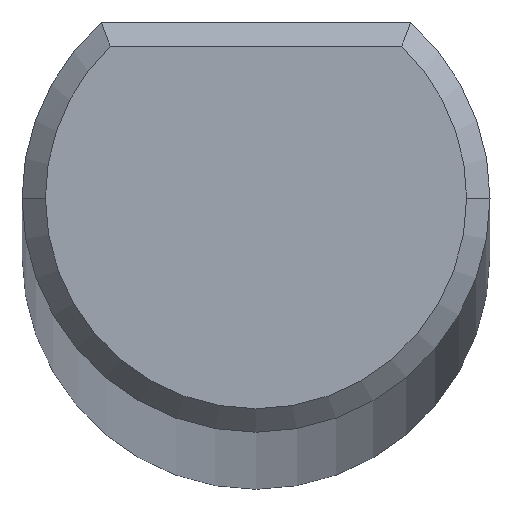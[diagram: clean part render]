
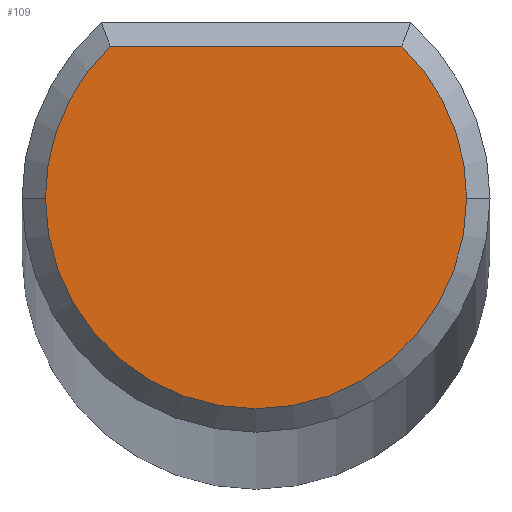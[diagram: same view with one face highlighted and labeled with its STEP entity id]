
A CAD part, top view. The second image highlights one B-rep face of the part: STEP entity #109.
In plain terms, the highlighted planar face has unit normal (0, 0, 1).
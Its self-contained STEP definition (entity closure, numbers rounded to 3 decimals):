
#2 = AXIS2_PLACEMENT_3D ( 'NONE', #405, #135, #289 ) ;
#16 = ORIENTED_EDGE ( 'NONE', *, *, #95, .F. ) ;
#29 = VERTEX_POINT ( 'NONE', #194 ) ;
#31 = PLANE ( 'NONE',  #341 ) ;
#32 = LINE ( 'NONE', #160, #128 ) ;
#34 = CARTESIAN_POINT ( 'NONE',  ( 0., 0., 280. ) ) ;
#40 = CIRCLE ( 'NONE', #134, 1.8 ) ;
#51 = DIRECTION ( 'NONE',  ( -1., 0., 0. ) ) ;
#72 = VERTEX_POINT ( 'NONE', #219 ) ;
#83 = VERTEX_POINT ( 'NONE', #251 ) ;
#86 = ORIENTED_EDGE ( 'NONE', *, *, #354, .F. ) ;
#93 = EDGE_CURVE ( 'NONE', #29, #72, #32, .T. ) ;
#94 = DIRECTION ( 'NONE',  ( 1., 0., 0. ) ) ;
#95 = EDGE_CURVE ( 'NONE', #83, #72, #346, .T. ) ;
#109 = ADVANCED_FACE ( 'NONE', ( #248 ), #31, .T. ) ;
#117 = EDGE_LOOP ( 'NONE', ( #370, #211, #16, #86 ) ) ;
#124 = VERTEX_POINT ( 'NONE', #161 ) ;
#128 = VECTOR ( 'NONE', #283, 1000. ) ;
#134 = AXIS2_PLACEMENT_3D ( 'NONE', #360, #330, #51 ) ;
#135 = DIRECTION ( 'NONE',  ( 0., 0., -1. ) ) ;
#160 = CARTESIAN_POINT ( 'NONE',  ( 0., 1.3, 280. ) ) ;
#161 = CARTESIAN_POINT ( 'NONE',  ( 1.8, 0., 280. ) ) ;
#165 = DIRECTION ( 'NONE',  ( -1., 0., 0. ) ) ;
#169 = DIRECTION ( 'NONE',  ( 0., 0., -1. ) ) ;
#171 = CIRCLE ( 'NONE', #320, 1.8 ) ;
#178 = EDGE_CURVE ( 'NONE', #29, #124, #171, .T. ) ;
#194 = CARTESIAN_POINT ( 'NONE',  ( 1.245, 1.3, 280. ) ) ;
#211 = ORIENTED_EDGE ( 'NONE', *, *, #93, .T. ) ;
#219 = CARTESIAN_POINT ( 'NONE',  ( -1.245, 1.3, 280. ) ) ;
#248 = FACE_OUTER_BOUND ( 'NONE', #117, .T. ) ;
#251 = CARTESIAN_POINT ( 'NONE',  ( -1.8, 0., 280. ) ) ;
#258 = CARTESIAN_POINT ( 'NONE',  ( 0., 0., 280. ) ) ;
#283 = DIRECTION ( 'NONE',  ( -1., 0., 0. ) ) ;
#289 = DIRECTION ( 'NONE',  ( -1., 0., 0. ) ) ;
#320 = AXIS2_PLACEMENT_3D ( 'NONE', #34, #169, #165 ) ;
#330 = DIRECTION ( 'NONE',  ( 0., 0., -1. ) ) ;
#341 = AXIS2_PLACEMENT_3D ( 'NONE', #258, #373, #94 ) ;
#346 = CIRCLE ( 'NONE', #2, 1.8 ) ;
#354 = EDGE_CURVE ( 'NONE', #124, #83, #40, .T. ) ;
#360 = CARTESIAN_POINT ( 'NONE',  ( 0., 0., 280. ) ) ;
#370 = ORIENTED_EDGE ( 'NONE', *, *, #178, .F. ) ;
#373 = DIRECTION ( 'NONE',  ( 0., 0., 1. ) ) ;
#405 = CARTESIAN_POINT ( 'NONE',  ( 0., 0., 280. ) ) ;
